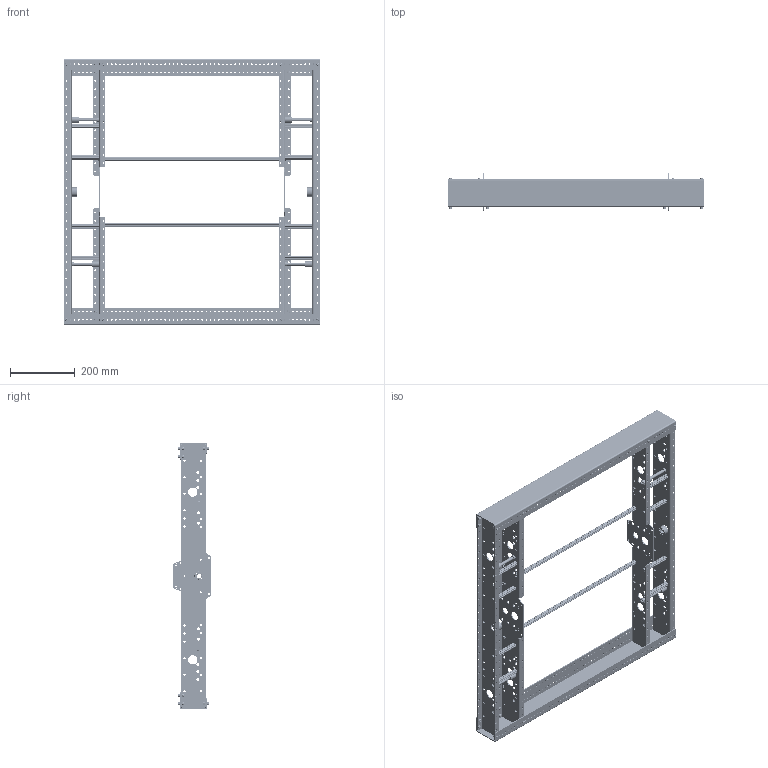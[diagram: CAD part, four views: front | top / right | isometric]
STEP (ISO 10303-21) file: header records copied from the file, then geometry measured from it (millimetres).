
FILE_DESCRIPTION (( 'STEP AP203' ), '1' );
FILE_NAME ('am-14U4_FO AM14U4 Frame Only.STEP', '2018-12-28T22:01:46', ( '' ), ( '' ), 'SwSTEP 2.0', 'SolidWorks 2018', '' );
FILE_SCHEMA (( 'CONFIG_CONTROL_DESIGN' ));
Length unit declared in the file: inch
Products named in the file (16): FHTS 0.25-20-0.75_FHTS 0.25-20-G-0.75-C; am-14U4_FO AM14U4 Frame Only; 3.375in Churro; 22.25in Churro; am-xxxx AM14U4 End Plate; AM14U4 Uncut Frame Half; am-3921 AM14U4 Outside Plate; 375-16 x 4.25 Hex Bolt_HFBOLT 0.375-16x2.5x1-C; am-3922 AM14U4 Inside Plate; 3-8-16 NyLock Nut - Mcm 95615A140_95615A140; 10-32x0500_shcs_HX-SHCS 0.19-32x1.375x1-C; am-1305 500 Hex Spacer; 10-32 Nylock Nut 1_90631A411; am-1307 850 long 380 id; am-1002 and am-1042 10-32 x 0500 and Nylock Nut Assembly; am-1306 spacer 0280 WashersUSA 13RS052001
Assembly tree (52 placements, depth 4):
  am-14U4_FO AM14U4 Frame Only
    AM14U4 Uncut Frame Half  x2
      am-xxxx AM14U4 End Plate
      am-3921 AM14U4 Outside Plate
      am-3922 AM14U4 Inside Plate
      am-1002 and am-1042 10-32 x 0500 and Nylock Nut Assembly
        10-32x0500_shcs_HX-SHCS 0.19-32x1.375x1-C
        10-32 Nylock Nut 1_90631A411
      FHTS 0.25-20-0.75_FHTS 0.25-20-G-0.75-C
      3.375in Churro
      22.25in Churro
    375-16 x 4.25 Hex Bolt_HFBOLT 0.375-16x2.5x1-C  x4
    3-8-16 NyLock Nut - Mcm 95615A140_95615A140  x4
    am-1305 500 Hex Spacer  x2
    am-1307 850 long 380 id  x4
    am-1306 spacer 0280 WashersUSA 13RS052001  x4
Bounding box: 787.4 x 116.33 x 820.67 mm (x, y, z)
Volume: 2146314.3 mm3; surface area: 1490392.3 mm2
Topology: 130 solids, 130 shells, 6316 faces, 15380 edges, 9444 vertices
Faces by surface type: cylinder 3044, cone 1524, plane 1408, torus 340
Entity records: 52131 total; most frequent: CARTESIAN_POINT 9876, DIRECTION 8898, ORIENTED_EDGE 7726, EDGE_CURVE 3863, AXIS2_PLACEMENT_3D 3724, VERTEX_POINT 2485, EDGE_LOOP 2326, CIRCLE 2249
